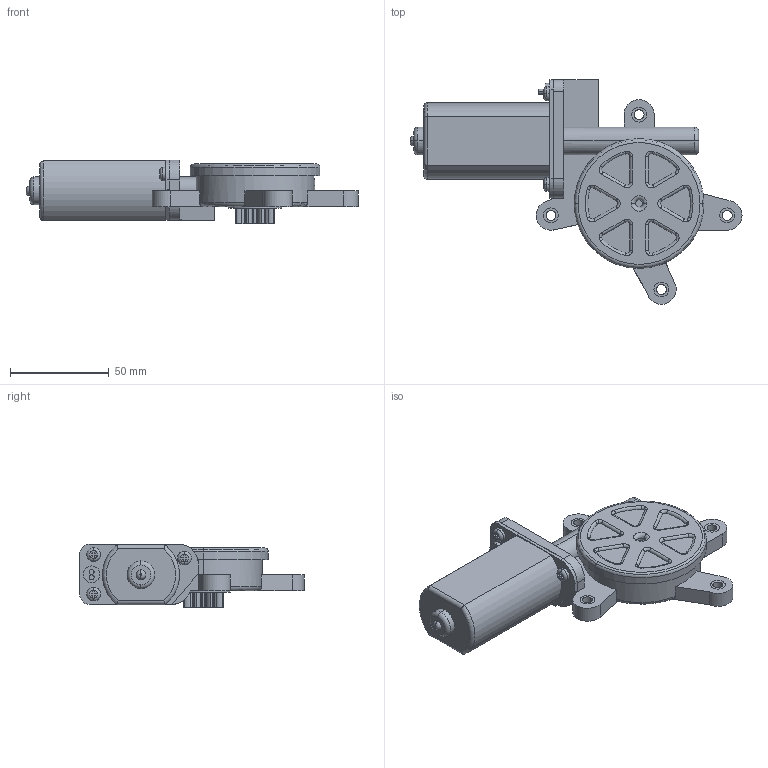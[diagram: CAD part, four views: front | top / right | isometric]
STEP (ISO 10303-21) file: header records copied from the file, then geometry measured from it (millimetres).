
FILE_DESCRIPTION (( 'STEP AP214' ), '1' );
FILE_NAME ('Motor mabuchi 578VA_LC.STEP', '2020-08-23T23:32:06', ( '' ), ( '' ), 'SwSTEP 2.0', 'SolidWorks 2018', '' );
FILE_SCHEMA (( 'AUTOMOTIVE_DESIGN' ));
Length unit declared in the file: millimetre
Products named in the file (3): Motor mabuchi 578VA_LC; Motor mabuchi LC-578VA - Carcaça_Valor predeterminado; Motor mabuchi 578VA - Engrenagem_Valor predeterminado
Assembly tree (2 placements, depth 2):
  Motor mabuchi 578VA_LC
    Motor mabuchi LC-578VA - Carcaça_Valor predeterminado
    Motor mabuchi 578VA - Engrenagem_Valor predeterminado
Bounding box: 168.05 x 113.66 x 32.2 mm (x, y, z)
Volume: 165152.2 mm3; surface area: 43108.7 mm2
Topology: 12 solids, 12 shells, 417 faces, 1074 edges, 703 vertices
Faces by surface type: plane 179, cylinder 172, torus 59, cone 6, bspline 1
Entity records: 15086 total; most frequent: CARTESIAN_POINT 2798, DIRECTION 2312, ORIENTED_EDGE 2136, EDGE_CURVE 1068, AXIS2_PLACEMENT_3D 908, VERTEX_POINT 703, VECTOR 496, LINE 496
